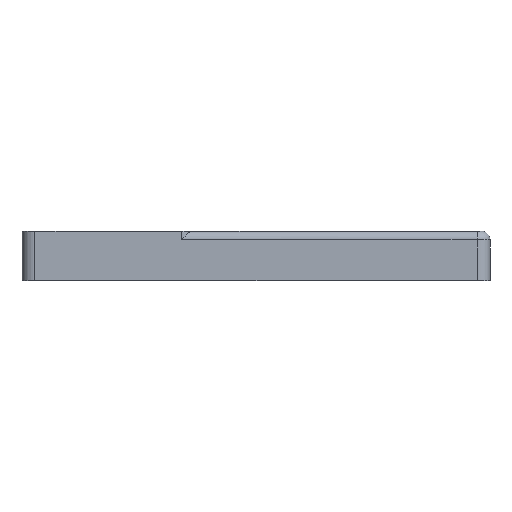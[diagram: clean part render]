
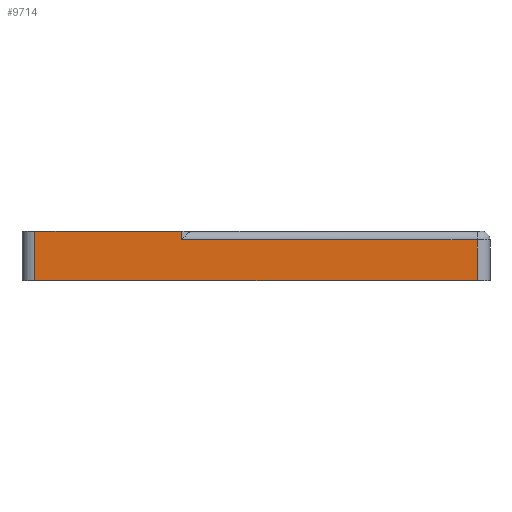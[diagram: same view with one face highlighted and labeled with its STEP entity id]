
A CAD part, left-side view. The second image highlights one B-rep face of the part: STEP entity #9714.
In plain terms, the highlighted planar face has unit normal (-1, 0, 0).
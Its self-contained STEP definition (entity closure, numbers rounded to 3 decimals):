
#9659=CARTESIAN_POINT('',(142.246,9.5,-1.5));
#9660=DIRECTION('',(-1.,0.,0.));
#9661=DIRECTION('',(0.,0.,1.));
#9662=AXIS2_PLACEMENT_3D('',#9659,#9660,#9661);
#9663=PLANE('',#9662);
#9664=CARTESIAN_POINT('',(142.246,80.054,6.));
#9665=VERTEX_POINT('',#9664);
#9666=CARTESIAN_POINT('',(142.246,80.054,8.));
#9667=VERTEX_POINT('',#9666);
#9668=CARTESIAN_POINT('',(142.246,80.054,6.));
#9669=DIRECTION('',(0.,0.,1.));
#9670=VECTOR('',#9669,2.);
#9671=LINE('',#9668,#9670);
#9672=EDGE_CURVE('',#9665,#9667,#9671,.T.);
#9673=ORIENTED_EDGE('',*,*,#9672,.T.);
#9674=CARTESIAN_POINT('',(142.246,114.,8.));
#9675=VERTEX_POINT('',#9674);
#9676=CARTESIAN_POINT('',(142.246,80.054,8.));
#9677=DIRECTION('',(0.,1.,0.));
#9678=VECTOR('',#9677,33.946);
#9679=LINE('',#9676,#9678);
#9680=EDGE_CURVE('',#9667,#9675,#9679,.T.);
#9681=ORIENTED_EDGE('',*,*,#9680,.T.);
#9682=CARTESIAN_POINT('',(142.246,114.,-3.5));
#9683=VERTEX_POINT('',#9682);
#9684=CARTESIAN_POINT('',(142.246,114.,8.));
#9685=DIRECTION('',(-0.,-0.,-1.));
#9686=VECTOR('',#9685,11.5);
#9687=LINE('',#9684,#9686);
#9688=EDGE_CURVE('',#9675,#9683,#9687,.T.);
#9689=ORIENTED_EDGE('',*,*,#9688,.T.);
#9690=CARTESIAN_POINT('',(142.246,11.5,-3.5));
#9691=VERTEX_POINT('',#9690);
#9692=CARTESIAN_POINT('',(142.246,11.5,-3.5));
#9693=DIRECTION('',(0.,1.,-0.));
#9694=VECTOR('',#9693,102.5);
#9695=LINE('',#9692,#9694);
#9696=EDGE_CURVE('',#9691,#9683,#9695,.T.);
#9697=ORIENTED_EDGE('',*,*,#9696,.F.);
#9698=CARTESIAN_POINT('',(142.246,11.5,6.));
#9699=VERTEX_POINT('',#9698);
#9700=CARTESIAN_POINT('',(142.246,11.5,-3.5));
#9701=DIRECTION('',(0.,0.,1.));
#9702=VECTOR('',#9701,9.5);
#9703=LINE('',#9700,#9702);
#9704=EDGE_CURVE('',#9691,#9699,#9703,.T.);
#9705=ORIENTED_EDGE('',*,*,#9704,.T.);
#9706=CARTESIAN_POINT('',(142.246,11.5,6.));
#9707=DIRECTION('',(0.,1.,0.));
#9708=VECTOR('',#9707,68.554);
#9709=LINE('',#9706,#9708);
#9710=EDGE_CURVE('',#9699,#9665,#9709,.T.);
#9711=ORIENTED_EDGE('',*,*,#9710,.T.);
#9712=EDGE_LOOP('',(#9673,#9681,#9689,#9697,#9705,#9711));
#9713=FACE_BOUND('',#9712,.T.);
#9714=ADVANCED_FACE('',(#9713),#9663,.T.);
